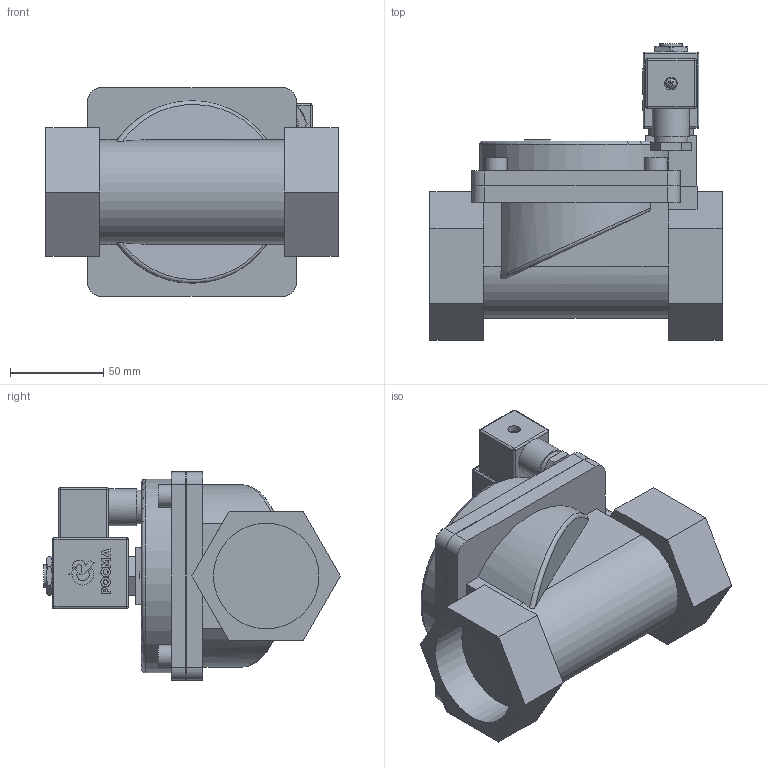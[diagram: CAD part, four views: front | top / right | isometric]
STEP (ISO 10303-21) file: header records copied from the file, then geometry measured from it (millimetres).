
FILE_DESCRIPTION(/* description */ ('СК-11-50-ВД'),/* implementation_level */ '2;1');
FILE_NAME(/* name */ 'СК-11-50-ВД.stp',/* time_stamp */ '2023-04-05T14:58:30+03:00',/* author */ ('Tech'),/* organization */ (''),/* preprocessor_version */ 'ST-DEVELOPER v18.1',/* originating_system */ 'Autodesk Inventor 2021',/* authorisation */ '');
FILE_SCHEMA (('AUTOMOTIVE_DESIGN { 1 0 10303 214 3 1 1 }'));
Length unit declared in the file: millimetre
Products named in the file (1): СК-11-50-ВД
Bounding box: 157 x 159.29 x 112 mm (x, y, z)
Volume: 896376.5 mm3; surface area: 109253.5 mm2
Topology: 3 solids, 3 shells, 365 faces, 928 edges, 603 vertices
Faces by surface type: plane 245, cylinder 86, cone 16, sphere 13, torus 3, bspline 2
Full cylindrical faces by diameter (mm): 2.584 x1, 3 x2, 4.5 x1, 5.115 x1, 5.5 x2, 6.8 x1, 10 x1, 10.106 x1, 12 x6, 12.3 x1, 13 x1, 16.5 x2, 16.7 x1, 18 x1, 20 x1, 56.656 x2
Entity records: 11247 total; most frequent: CARTESIAN_POINT 2224, ORIENTED_EDGE 1854, DIRECTION 1847, EDGE_CURVE 927, LINE 635, VECTOR 635, AXIS2_PLACEMENT_3D 606, VERTEX_POINT 603
